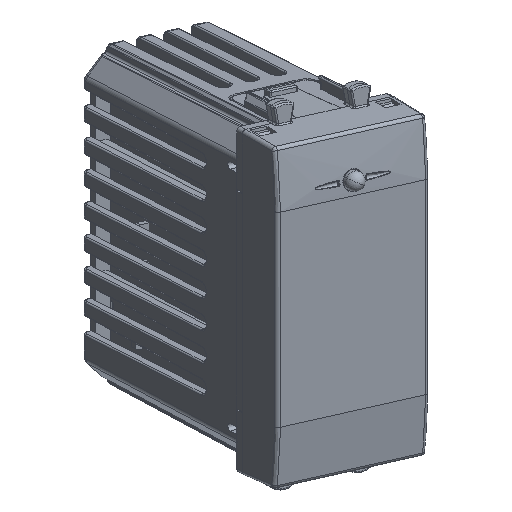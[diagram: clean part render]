
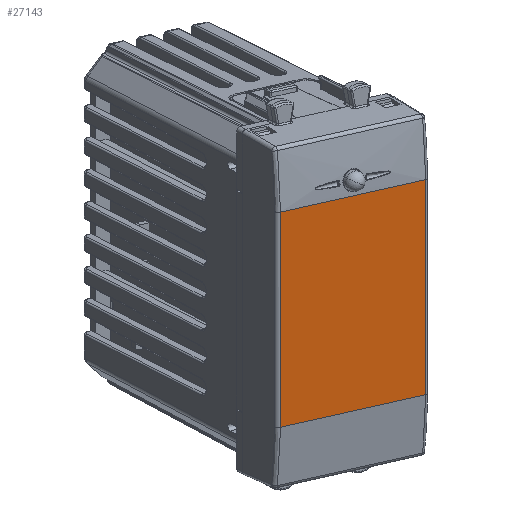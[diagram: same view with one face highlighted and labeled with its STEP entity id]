
A CAD part, top view. The second image highlights one B-rep face of the part: STEP entity #27143.
In plain terms, the highlighted face is planar.
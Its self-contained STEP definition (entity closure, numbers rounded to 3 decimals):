
#25278=CARTESIAN_POINT('Vertex',(-13.969,-10.613,8.875)) ;
#25281=CARTESIAN_POINT('Line Origine',(-13.969,5.588,8.875)) ;
#25285=CARTESIAN_POINT('Vertex',(-13.969,10.613,8.875)) ;
#27113=CARTESIAN_POINT('Axis2P3D Location',(0.,0.,8.875)) ;
#27118=CARTESIAN_POINT('Line Origine',(0.,10.613,8.875)) ;
#27122=CARTESIAN_POINT('Vertex',(13.969,10.613,8.875)) ;
#27125=CARTESIAN_POINT('Line Origine',(0.,-10.613,8.875)) ;
#27129=CARTESIAN_POINT('Vertex',(13.969,-10.613,8.875)) ;
#27132=CARTESIAN_POINT('Line Origine',(13.969,0.,8.875)) ;
#25282=DIRECTION('Vector Direction',(0.,1.,0.)) ;
#27114=DIRECTION('Axis2P3D Direction',(0.,0.,-1.)) ;
#27115=DIRECTION('Axis2P3D XDirection',(-1.,0.,0.)) ;
#27119=DIRECTION('Vector Direction',(-1.,0.,0.)) ;
#27126=DIRECTION('Vector Direction',(-1.,0.,0.)) ;
#27133=DIRECTION('Vector Direction',(0.,1.,0.)) ;
#27116=AXIS2_PLACEMENT_3D('Plane Axis2P3D',#27113,#27114,#27115) ;
#27138=ORIENTED_EDGE('',*,*,#27124,.F.) ;
#27139=ORIENTED_EDGE('',*,*,#25287,.T.) ;
#27140=ORIENTED_EDGE('',*,*,#27131,.T.) ;
#27141=ORIENTED_EDGE('',*,*,#27136,.F.) ;
#25283=VECTOR('Line Direction',#25282,1.) ;
#27120=VECTOR('Line Direction',#27119,1.) ;
#27127=VECTOR('Line Direction',#27126,1.) ;
#27134=VECTOR('Line Direction',#27133,1.) ;
#27143=ADVANCED_FACE('PartBody',(#27142),#27117,.F.) ;
#25287=EDGE_CURVE('',#25286,#25279,#25284,.F.) ;
#27124=EDGE_CURVE('',#25286,#27123,#27121,.F.) ;
#27131=EDGE_CURVE('',#25279,#27130,#27128,.F.) ;
#27136=EDGE_CURVE('',#27123,#27130,#27135,.F.) ;
#27137=EDGE_LOOP('',(#27138,#27139,#27140,#27141)) ;
#27142=FACE_OUTER_BOUND('',#27137,.T.) ;
#25284=LINE('Line',#25281,#25283) ;
#27121=LINE('Line',#27118,#27120) ;
#27128=LINE('Line',#27125,#27127) ;
#27135=LINE('Line',#27132,#27134) ;
#27117=PLANE('',#27116) ;
#25279=VERTEX_POINT('',#25278) ;
#25286=VERTEX_POINT('',#25285) ;
#27123=VERTEX_POINT('',#27122) ;
#27130=VERTEX_POINT('',#27129) ;
